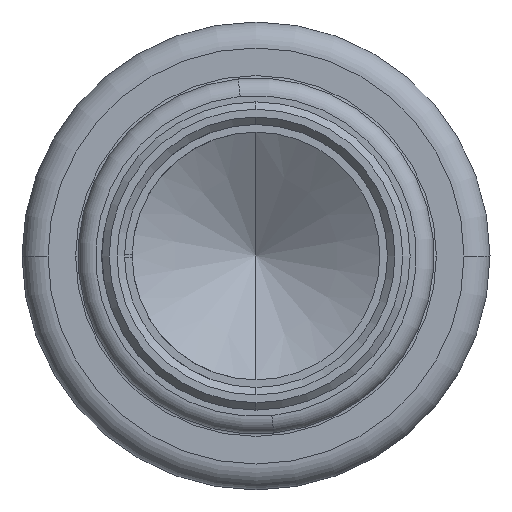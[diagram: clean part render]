
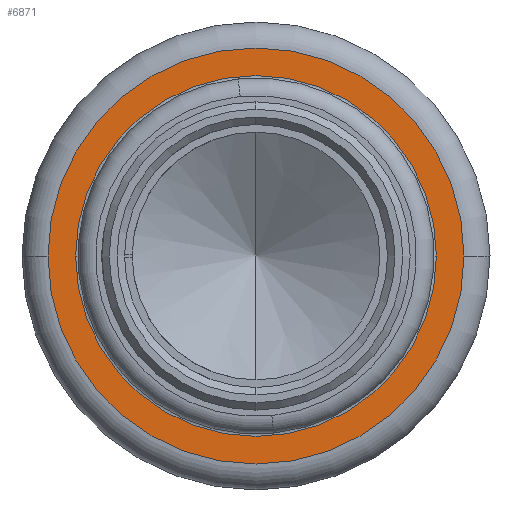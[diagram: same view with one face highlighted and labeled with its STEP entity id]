
A CAD part, left-side view. The second image highlights one B-rep face of the part: STEP entity #6871.
In plain terms, the highlighted face is planar.
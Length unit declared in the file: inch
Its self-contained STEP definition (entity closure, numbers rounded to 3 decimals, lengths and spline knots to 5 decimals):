
#519 = AXIS2_PLACEMENT_3D ( 'NONE', #2976, #5770, #5911 ) ;
#803 = ORIENTED_EDGE ( 'NONE', *, *, #3712, .F. ) ;
#967 = DIRECTION ( 'NONE',  ( 0., 1., 0. ) ) ;
#1554 = CARTESIAN_POINT ( 'NONE',  ( 0., -0.84, 0.644 ) ) ;
#1730 = ORIENTED_EDGE ( 'NONE', *, *, #8074, .T. ) ;
#2023 = CARTESIAN_POINT ( 'NONE',  ( 0., 0., 0.644 ) ) ;
#2190 = CARTESIAN_POINT ( 'NONE',  ( 0., -0.7285, 0.644 ) ) ;
#2804 = DIRECTION ( 'NONE',  ( 0., 0., -1. ) ) ;
#2825 = DIRECTION ( 'NONE',  ( 0., 0., -1. ) ) ;
#2858 = VERTEX_POINT ( 'NONE', #2190 ) ;
#2892 = DIRECTION ( 'NONE',  ( 0., 1., 0. ) ) ;
#2976 = CARTESIAN_POINT ( 'NONE',  ( 0., 0.84, 0.644 ) ) ;
#3232 = EDGE_CURVE ( 'NONE', #2858, #8522, #7569, .T. ) ;
#3356 = FACE_OUTER_BOUND ( 'NONE', #4263, .T. ) ;
#3712 = EDGE_CURVE ( 'NONE', #6635, #5809, #6328, .T. ) ;
#3834 = EDGE_CURVE ( 'NONE', #5809, #6635, #6985, .T. ) ;
#3878 = CARTESIAN_POINT ( 'NONE',  ( 0., 0.84, 0.644 ) ) ;
#4210 = CARTESIAN_POINT ( 'NONE',  ( 0., 0., 0.644 ) ) ;
#4263 = EDGE_LOOP ( 'NONE', ( #803, #7019 ) ) ;
#4650 = CARTESIAN_POINT ( 'NONE',  ( 0., 0.7285, 0.644 ) ) ;
#4777 = PLANE ( 'NONE',  #519 ) ;
#5617 = CARTESIAN_POINT ( 'NONE',  ( 0., 0., 0.644 ) ) ;
#5770 = DIRECTION ( 'NONE',  ( 0., 0., 1. ) ) ;
#5801 = AXIS2_PLACEMENT_3D ( 'NONE', #2023, #2804, #6262 ) ;
#5809 = VERTEX_POINT ( 'NONE', #1554 ) ;
#5811 = ORIENTED_EDGE ( 'NONE', *, *, #3232, .T. ) ;
#5911 = DIRECTION ( 'NONE',  ( 0., -1., 0. ) ) ;
#6262 = DIRECTION ( 'NONE',  ( 0., 1., 0. ) ) ;
#6290 = AXIS2_PLACEMENT_3D ( 'NONE', #5617, #7960, #8424 ) ;
#6328 = CIRCLE ( 'NONE', #6290, 0.84 ) ;
#6397 = DIRECTION ( 'NONE',  ( 0., 0., -1. ) ) ;
#6635 = VERTEX_POINT ( 'NONE', #3878 ) ;
#6871 = ADVANCED_FACE ( 'NONE', ( #7420, #3356 ), #4777, .T. ) ;
#6985 = CIRCLE ( 'NONE', #5801, 0.84 ) ;
#7019 = ORIENTED_EDGE ( 'NONE', *, *, #3834, .F. ) ;
#7022 = CARTESIAN_POINT ( 'NONE',  ( 0., 0., 0.644 ) ) ;
#7232 = EDGE_LOOP ( 'NONE', ( #1730, #5811 ) ) ;
#7409 = AXIS2_PLACEMENT_3D ( 'NONE', #7022, #2825, #2892 ) ;
#7420 = FACE_BOUND ( 'NONE', #7232, .T. ) ;
#7569 = CIRCLE ( 'NONE', #7666, 0.7285 ) ;
#7666 = AXIS2_PLACEMENT_3D ( 'NONE', #4210, #6397, #967 ) ;
#7789 = CIRCLE ( 'NONE', #7409, 0.7285 ) ;
#7960 = DIRECTION ( 'NONE',  ( 0., 0., -1. ) ) ;
#8074 = EDGE_CURVE ( 'NONE', #8522, #2858, #7789, .T. ) ;
#8424 = DIRECTION ( 'NONE',  ( 0., 1., 0. ) ) ;
#8522 = VERTEX_POINT ( 'NONE', #4650 ) ;
